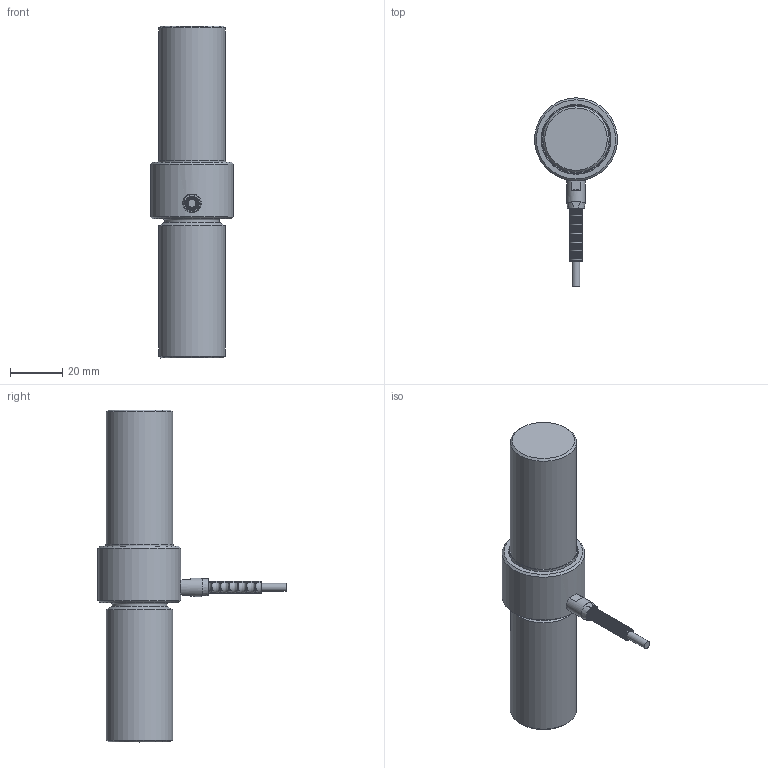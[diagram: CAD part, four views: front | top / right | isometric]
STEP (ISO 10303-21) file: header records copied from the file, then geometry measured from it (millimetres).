
FILE_DESCRIPTION((''),'2;1');
FILE_NAME('LCM525.stp','2010-11-08T15:04:55',('thomasl'),(''),'Autodesk Inventor 2008','Autodesk Inventor 2008','');
FILE_SCHEMA(('AUTOMOTIVE_DESIGN { 1 0 10303 214 1 1 1 1 }'));
Length unit declared in the file: inch
Products named in the file (4): LCM525 (LevelofDetail1); $F1676-C (~1); 2D1C; 2D1CA
Assembly tree (3 placements, depth 3):
  LCM525 (LevelofDetail1)
    $F1676-C (~1)
      2D1C
      2D1CA
Bounding box: 31.75 x 71.96 x 127 mm (x, y, z)
Volume: 69956.7 mm3; surface area: 17295.7 mm2
Topology: 2 solids, 2 shells, 200 faces, 526 edges, 324 vertices
Faces by surface type: plane 70, bspline 62, cylinder 42, cone 22, torus 4
Full cylindrical faces by diameter (mm): 3.048 x2, 3.302 x1, 4.064 x1, 4.801 x1, 4.851 x1, 5.207 x1, 5.334 x1, 7.061 x1, 25.4 x2, 25.908 x1, 26.416 x1, 26.67 x1, 28.194 x1, 28.321 x1, 31.75 x1
Entity records: 10575 total; most frequent: CARTESIAN_POINT 6239, ORIENTED_EDGE 844, DIRECTION 828, EDGE_CURVE 422, AXIS2_PLACEMENT_3D 336, EDGE_LOOP 311, VERTEX_POINT 307, FACE_OUTER_BOUND 200
